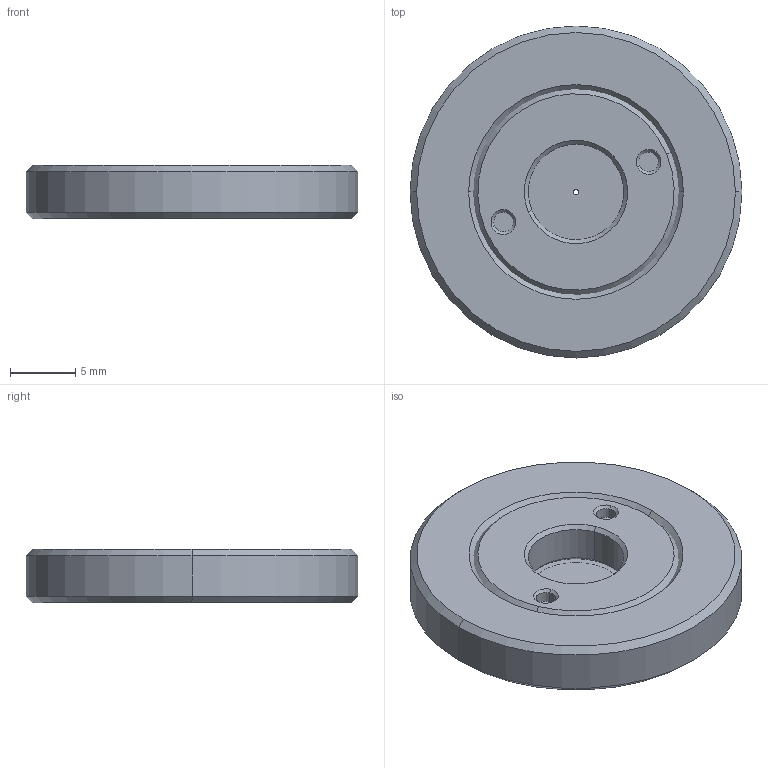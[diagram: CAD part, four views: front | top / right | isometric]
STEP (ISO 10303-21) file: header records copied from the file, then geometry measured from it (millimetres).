
FILE_DESCRIPTION (( 'STEP AP203' ), '1' );
FILE_NAME ('SPA1-400D.STEP', '2025-07-21T07:32:41', ( '' ), ( '' ), 'SwSTEP 2.0', 'SolidWorks 2020', '' );
FILE_SCHEMA (( 'CONFIG_CONTROL_DESIGN' ));
Length unit declared in the file: millimetre
Products named in the file (1): SPA1-400D
Bounding box: 25.35 x 25.35 x 4.1 mm (x, y, z)
Volume: 1885.3 mm3; surface area: 2092.8 mm2
Topology: 3 solids, 3 shells, 440 faces, 1167 edges, 772 vertices
Faces by surface type: plane 273, bspline 123, cylinder 24, cone 20
Entity records: 19432 total; most frequent: CARTESIAN_POINT 9191, ORIENTED_EDGE 2334, DIRECTION 1627, EDGE_CURVE 1167, VECTOR 851, LINE 851, VERTEX_POINT 772, EDGE_LOOP 485
